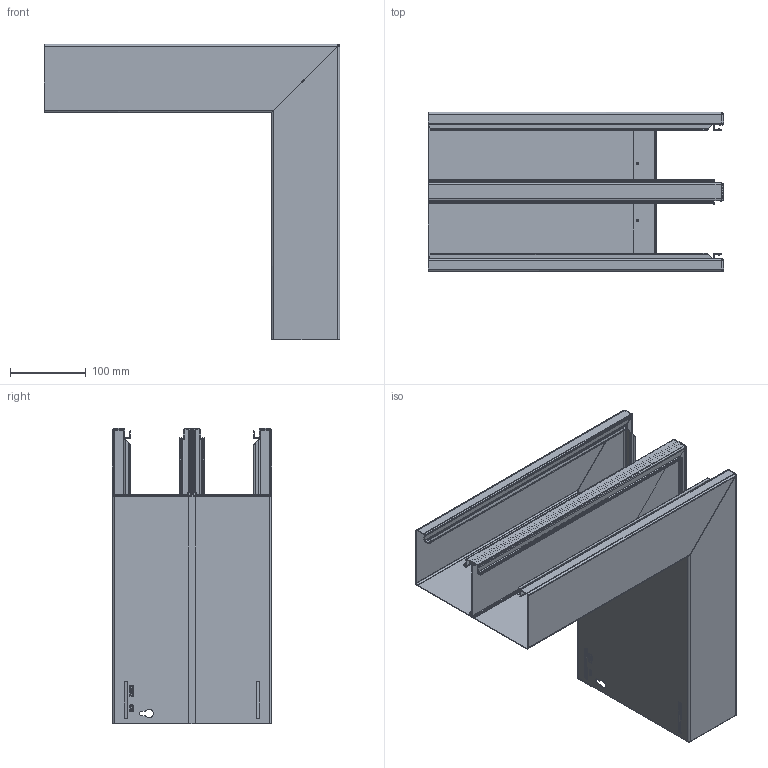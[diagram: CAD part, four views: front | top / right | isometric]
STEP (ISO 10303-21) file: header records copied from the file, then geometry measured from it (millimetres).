
FILE_DESCRIPTION (( 'STEP AP214' ), '1' );
FILE_NAME ('6278510.stp', '2016-06-08T13:36:24', ( '' ), ( '' ), 'SwSTEP 2.0', 'SolidWorks 2014', '' );
FILE_SCHEMA (( 'AUTOMOTIVE_DESIGN' ));
Length unit declared in the file: millimetre
Products named in the file (3): 014939_G剅ungsst乧k f乺 GS-DA90...; 022059T1_GS-DA90210 ; 6278510
Assembly tree (2 placements, depth 2):
  6278510
    022059T1_GS-DA90210 
    014939_G剅ungsst乧k f乺 GS-DA90...
Bounding box: 389.52 x 210 x 389.52 mm (x, y, z)
Volume: 512046.9 mm3; surface area: 868951.1 mm2
Topology: 2 solids, 2 shells, 559 faces, 1327 edges, 789 vertices
Faces by surface type: plane 304, cylinder 165, bspline 67, cone 21, torus 2
Entity records: 19149 total; most frequent: CARTESIAN_POINT 6952, ORIENTED_EDGE 2654, DIRECTION 2232, EDGE_CURVE 1327, LINE 806, VECTOR 806, VERTEX_POINT 789, AXIS2_PLACEMENT_3D 713
